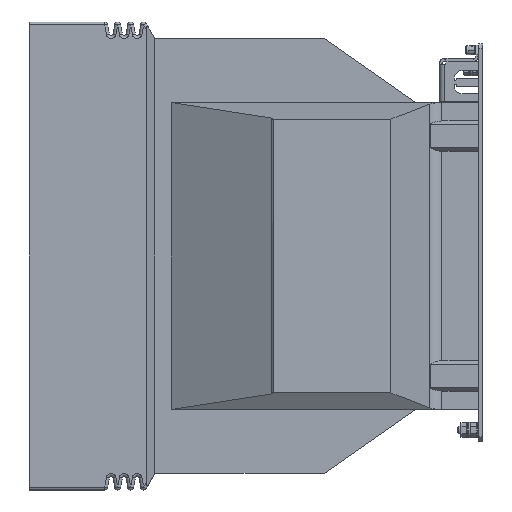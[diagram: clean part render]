
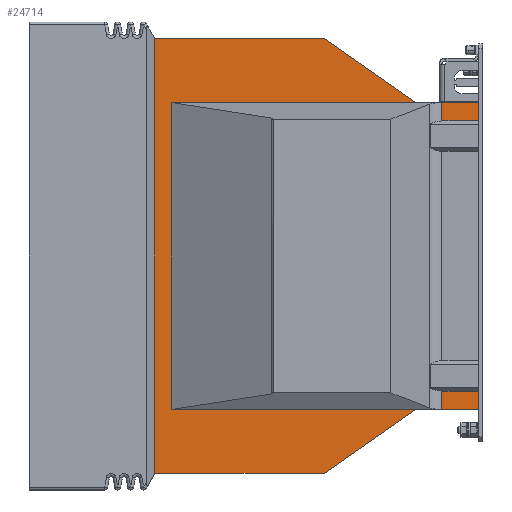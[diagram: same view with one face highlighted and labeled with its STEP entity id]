
A CAD part, left-side view. The second image highlights one B-rep face of the part: STEP entity #24714.
In plain terms, the highlighted planar face has unit normal (-1, 0, 0).
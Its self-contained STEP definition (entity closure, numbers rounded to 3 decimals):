
#847 = EDGE_CURVE ( 'NONE', #17288, #189653, #16397, .T. ) ;
#1001 = VERTEX_POINT ( 'NONE', #176990 ) ;
#1067 = EDGE_CURVE ( 'NONE', #98528, #52170, #139501, .T. ) ;
#1487 = ORIENTED_EDGE ( 'NONE', *, *, #113604, .F. ) ;
#1984 = CARTESIAN_POINT ( 'NONE',  ( -65., 411.768, -143.232 ) ) ;
#3389 = VECTOR ( 'NONE', #195398, 1000. ) ;
#4663 = CARTESIAN_POINT ( 'NONE',  ( -65., 315.057, -157.417 ) ) ;
#4729 = VECTOR ( 'NONE', #55441, 1000. ) ;
#4871 = VECTOR ( 'NONE', #120956, 1000. ) ;
#5126 = CARTESIAN_POINT ( 'NONE',  ( -65., 37.728, 157.417 ) ) ;
#5879 = VERTEX_POINT ( 'NONE', #88646 ) ;
#7125 = ORIENTED_EDGE ( 'NONE', *, *, #98672, .F. ) ;
#11149 = VERTEX_POINT ( 'NONE', #67939 ) ;
#11247 = DIRECTION ( 'NONE',  ( 0., 0., -1. ) ) ;
#12615 = VECTOR ( 'NONE', #35262, 1000. ) ;
#12936 = CARTESIAN_POINT ( 'NONE',  ( -65., 0., -157.5 ) ) ;
#13139 = CARTESIAN_POINT ( 'NONE',  ( -65., 332., -223. ) ) ;
#13625 = CARTESIAN_POINT ( 'NONE',  ( -65., 391., 164. ) ) ;
#14438 = CARTESIAN_POINT ( 'NONE',  ( -65., 158.544, -223. ) ) ;
#14700 = LINE ( 'NONE', #128615, #100456 ) ;
#15665 = CARTESIAN_POINT ( 'NONE',  ( -65., 315.057, 157.417 ) ) ;
#16397 = LINE ( 'NONE', #207792, #102116 ) ;
#17288 = VERTEX_POINT ( 'NONE', #13139 ) ;
#18375 = LINE ( 'NONE', #159175, #109465 ) ;
#20794 = CARTESIAN_POINT ( 'NONE',  ( -65., -58., 157.417 ) ) ;
#24714 = ADVANCED_FACE ( 'NONE', ( #207639 ), #78131, .F. ) ;
#28493 = CARTESIAN_POINT ( 'NONE',  ( -65., 37.728, -157.417 ) ) ;
#28777 = EDGE_CURVE ( 'NONE', #197028, #1001, #46397, .T. ) ;
#29670 = LINE ( 'NONE', #209739, #120763 ) ;
#31114 = VECTOR ( 'NONE', #219291, 1000. ) ;
#33183 = VERTEX_POINT ( 'NONE', #15665 ) ;
#35262 = DIRECTION ( 'NONE',  ( 0., -0.819, -0.574 ) ) ;
#42288 = LINE ( 'NONE', #28493, #82414 ) ;
#43125 = ORIENTED_EDGE ( 'NONE', *, *, #134370, .F. ) ;
#44004 = ORIENTED_EDGE ( 'NONE', *, *, #28777, .T. ) ;
#44477 = CARTESIAN_POINT ( 'NONE',  ( -65., 188.768, 366.232 ) ) ;
#44838 = CARTESIAN_POINT ( 'NONE',  ( -65., 0., 223. ) ) ;
#46397 = LINE ( 'NONE', #180259, #75778 ) ;
#46891 = ORIENTED_EDGE ( 'NONE', *, *, #78506, .F. ) ;
#49487 = LINE ( 'NONE', #158983, #94925 ) ;
#50768 = VERTEX_POINT ( 'NONE', #149066 ) ;
#52170 = VERTEX_POINT ( 'NONE', #153181 ) ;
#55441 = DIRECTION ( 'NONE',  ( 0., 0., -1. ) ) ;
#60506 = DIRECTION ( 'NONE',  ( 0., 0., -1. ) ) ;
#61953 = DIRECTION ( 'NONE',  ( 0., 0., -1. ) ) ;
#62181 = VECTOR ( 'NONE', #105628, 1000. ) ;
#63371 = CARTESIAN_POINT ( 'NONE',  ( -65., 158.544, 223. ) ) ;
#63530 = LINE ( 'NONE', #120544, #12615 ) ;
#63603 = CARTESIAN_POINT ( 'NONE',  ( -65., 391., -164. ) ) ;
#67939 = CARTESIAN_POINT ( 'NONE',  ( -65., 0., 157.5 ) ) ;
#70303 = EDGE_CURVE ( 'NONE', #108290, #5879, #42288, .T. ) ;
#70991 = VERTEX_POINT ( 'NONE', #4663 ) ;
#75664 = EDGE_LOOP ( 'NONE', ( #1487, #177302, #82193, #46891, #127771, #44004, #96247, #146693, #121731, #43125, #7125, #193183, #140843, #137588, #217046, #124988, #148149, #133840 ) ) ;
#75778 = VECTOR ( 'NONE', #60506, 1000. ) ;
#75933 = EDGE_CURVE ( 'NONE', #5879, #70991, #198826, .T. ) ;
#78131 = PLANE ( 'NONE',  #111436 ) ;
#78506 = EDGE_CURVE ( 'NONE', #33183, #70991, #167726, .T. ) ;
#82193 = ORIENTED_EDGE ( 'NONE', *, *, #75933, .T. ) ;
#82414 = VECTOR ( 'NONE', #11247, 1000. ) ;
#82929 = EDGE_CURVE ( 'NONE', #11149, #158558, #181483, .T. ) ;
#83469 = CARTESIAN_POINT ( 'NONE',  ( -65., 0., -138.5 ) ) ;
#88646 = CARTESIAN_POINT ( 'NONE',  ( -65., 37.728, -157.417 ) ) ;
#91804 = EDGE_CURVE ( 'NONE', #1001, #158558, #18375, .T. ) ;
#93667 = VERTEX_POINT ( 'NONE', #177741 ) ;
#94925 = VECTOR ( 'NONE', #141719, 1000. ) ;
#95319 = DIRECTION ( 'NONE',  ( 0., 0., -1. ) ) ;
#96247 = ORIENTED_EDGE ( 'NONE', *, *, #91804, .T. ) ;
#97400 = DIRECTION ( 'NONE',  ( 0., -1., 0. ) ) ;
#98528 = VERTEX_POINT ( 'NONE', #13625 ) ;
#98672 = EDGE_CURVE ( 'NONE', #52170, #176798, #29670, .T. ) ;
#99309 = CARTESIAN_POINT ( 'NONE',  ( -65., 37.728, -138.5 ) ) ;
#100456 = VECTOR ( 'NONE', #146515, 1000. ) ;
#102116 = VECTOR ( 'NONE', #190502, 1000. ) ;
#104877 = CARTESIAN_POINT ( 'NONE',  ( -65., -58., -157.417 ) ) ;
#105628 = DIRECTION ( 'NONE',  ( 0., 1., 0. ) ) ;
#107141 = DIRECTION ( 'NONE',  ( 0., -1., 0. ) ) ;
#108290 = VERTEX_POINT ( 'NONE', #99309 ) ;
#109465 = VECTOR ( 'NONE', #212350, 1000. ) ;
#111361 = VERTEX_POINT ( 'NONE', #83469 ) ;
#111436 = AXIS2_PLACEMENT_3D ( 'NONE', #180664, #197899, #95319 ) ;
#112337 = EDGE_CURVE ( 'NONE', #197028, #33183, #165720, .T. ) ;
#113124 = CARTESIAN_POINT ( 'NONE',  ( -65., 0., 138.5 ) ) ;
#113604 = EDGE_CURVE ( 'NONE', #108290, #111361, #14700, .T. ) ;
#114598 = CARTESIAN_POINT ( 'NONE',  ( -65., 45.537, -157.5 ) ) ;
#115433 = VECTOR ( 'NONE', #164191, 1000. ) ;
#120544 = CARTESIAN_POINT ( 'NONE',  ( -65., 82.715, 169.904 ) ) ;
#120763 = VECTOR ( 'NONE', #107141, 1000. ) ;
#120956 = DIRECTION ( 'NONE',  ( 0., -1., 0. ) ) ;
#121731 = ORIENTED_EDGE ( 'NONE', *, *, #145561, .F. ) ;
#124988 = ORIENTED_EDGE ( 'NONE', *, *, #156872, .T. ) ;
#127771 = ORIENTED_EDGE ( 'NONE', *, *, #112337, .F. ) ;
#128424 = VECTOR ( 'NONE', #61953, 1000. ) ;
#128615 = CARTESIAN_POINT ( 'NONE',  ( -65., 500000., -138.5 ) ) ;
#129859 = EDGE_CURVE ( 'NONE', #98528, #216887, #49487, .T. ) ;
#133840 = ORIENTED_EDGE ( 'NONE', *, *, #162996, .F. ) ;
#134370 = EDGE_CURVE ( 'NONE', #176798, #93667, #63530, .T. ) ;
#134555 = LINE ( 'NONE', #178938, #3389 ) ;
#137588 = ORIENTED_EDGE ( 'NONE', *, *, #194592, .T. ) ;
#139501 = LINE ( 'NONE', #44477, #115433 ) ;
#140458 = VECTOR ( 'NONE', #156147, 1000. ) ;
#140532 = DIRECTION ( 'NONE',  ( 0., 1., 0. ) ) ;
#140665 = CARTESIAN_POINT ( 'NONE',  ( -65., 0., 223. ) ) ;
#140843 = ORIENTED_EDGE ( 'NONE', *, *, #129859, .T. ) ;
#141418 = LINE ( 'NONE', #189048, #4871 ) ;
#141719 = DIRECTION ( 'NONE',  ( 0., 0., -1. ) ) ;
#145561 = EDGE_CURVE ( 'NONE', #93667, #11149, #141418, .T. ) ;
#146515 = DIRECTION ( 'NONE',  ( 0., -1., 0. ) ) ;
#146693 = ORIENTED_EDGE ( 'NONE', *, *, #82929, .F. ) ;
#147461 = VECTOR ( 'NONE', #97400, 1000. ) ;
#148149 = ORIENTED_EDGE ( 'NONE', *, *, #162515, .T. ) ;
#149066 = CARTESIAN_POINT ( 'NONE',  ( -65., 65., -157.5 ) ) ;
#153181 = CARTESIAN_POINT ( 'NONE',  ( -65., 332., 223. ) ) ;
#156147 = DIRECTION ( 'NONE',  ( 0., -0.707, -0.707 ) ) ;
#156872 = EDGE_CURVE ( 'NONE', #189653, #50768, #134555, .T. ) ;
#158558 = VERTEX_POINT ( 'NONE', #113124 ) ;
#158983 = CARTESIAN_POINT ( 'NONE',  ( -65., 391., 223. ) ) ;
#159175 = CARTESIAN_POINT ( 'NONE',  ( -65., 500000., 138.5 ) ) ;
#162515 = EDGE_CURVE ( 'NONE', #50768, #193454, #198425, .T. ) ;
#162996 = EDGE_CURVE ( 'NONE', #111361, #193454, #219548, .T. ) ;
#164191 = DIRECTION ( 'NONE',  ( 0., -0.707, 0.707 ) ) ;
#165720 = LINE ( 'NONE', #20794, #211335 ) ;
#167726 = LINE ( 'NONE', #201999, #31114 ) ;
#176798 = VERTEX_POINT ( 'NONE', #63371 ) ;
#176990 = CARTESIAN_POINT ( 'NONE',  ( -65., 37.728, 138.5 ) ) ;
#177302 = ORIENTED_EDGE ( 'NONE', *, *, #70303, .T. ) ;
#177741 = CARTESIAN_POINT ( 'NONE',  ( -65., 65., 157.5 ) ) ;
#178938 = CARTESIAN_POINT ( 'NONE',  ( -65., -126.837, -23.175 ) ) ;
#180259 = CARTESIAN_POINT ( 'NONE',  ( -65., 37.728, -157.417 ) ) ;
#180664 = CARTESIAN_POINT ( 'NONE',  ( -65., 45.537, 223. ) ) ;
#181483 = LINE ( 'NONE', #140665, #4729 ) ;
#186031 = LINE ( 'NONE', #1984, #140458 ) ;
#189048 = CARTESIAN_POINT ( 'NONE',  ( -65., 45.537, 157.5 ) ) ;
#189653 = VERTEX_POINT ( 'NONE', #14438 ) ;
#190502 = DIRECTION ( 'NONE',  ( 0., -1., 0. ) ) ;
#193183 = ORIENTED_EDGE ( 'NONE', *, *, #1067, .F. ) ;
#193454 = VERTEX_POINT ( 'NONE', #12936 ) ;
#194592 = EDGE_CURVE ( 'NONE', #216887, #17288, #186031, .T. ) ;
#195398 = DIRECTION ( 'NONE',  ( 0., -0.819, 0.574 ) ) ;
#197028 = VERTEX_POINT ( 'NONE', #5126 ) ;
#197899 = DIRECTION ( 'NONE',  ( 1., 0., 0. ) ) ;
#198425 = LINE ( 'NONE', #114598, #147461 ) ;
#198826 = LINE ( 'NONE', #104877, #62181 ) ;
#201999 = CARTESIAN_POINT ( 'NONE',  ( -65., 315.057, 223. ) ) ;
#207639 = FACE_OUTER_BOUND ( 'NONE', #75664, .T. ) ;
#207792 = CARTESIAN_POINT ( 'NONE',  ( -65., 45.537, -223. ) ) ;
#209739 = CARTESIAN_POINT ( 'NONE',  ( -65., 391., 223. ) ) ;
#211335 = VECTOR ( 'NONE', #140532, 1000. ) ;
#212350 = DIRECTION ( 'NONE',  ( 0., -1., 0. ) ) ;
#216887 = VERTEX_POINT ( 'NONE', #63603 ) ;
#217046 = ORIENTED_EDGE ( 'NONE', *, *, #847, .T. ) ;
#219291 = DIRECTION ( 'NONE',  ( 0., 0., -1. ) ) ;
#219548 = LINE ( 'NONE', #44838, #128424 ) ;
